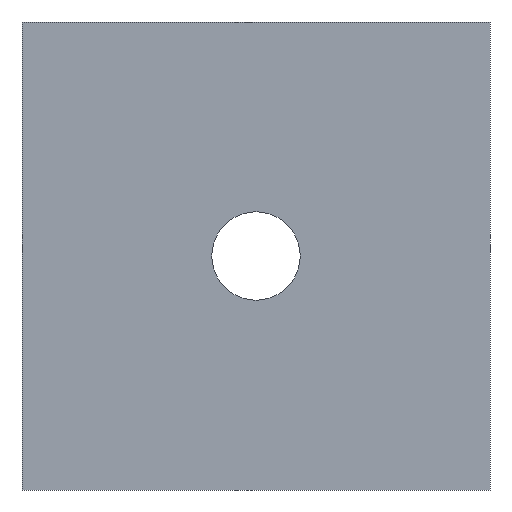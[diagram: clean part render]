
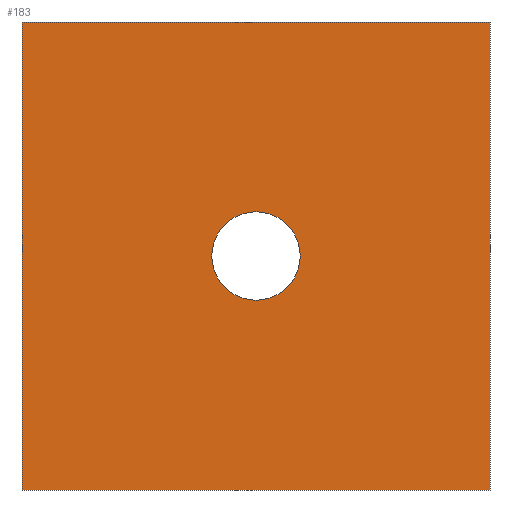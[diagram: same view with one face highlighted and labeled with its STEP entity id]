
A CAD part, front view. The second image highlights one B-rep face of the part: STEP entity #183.
In plain terms, the highlighted planar face has unit normal (0, -1, 0).
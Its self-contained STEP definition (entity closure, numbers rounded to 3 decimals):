
#25=LINE($,#289,#43);
#26=LINE($,#292,#44);
#27=LINE($,#294,#45);
#28=LINE($,#295,#46);
#43=VECTOR($,#238,45.);
#44=VECTOR($,#241,45.);
#45=VECTOR($,#242,45.);
#46=VECTOR($,#243,45.);
#53=PLANE($,#200);
#63=FACE_BOUND($,#83,.T.);
#64=FACE_BOUND($,#84,.T.);
#83=EDGE_LOOP($,(#153));
#84=EDGE_LOOP($,(#154,#155,#156,#157));
#92=CIRCLE($,#195,4.25);
#96=VERTEX_POINT($,#261);
#105=VERTEX_POINT($,#285);
#106=VERTEX_POINT($,#287);
#107=VERTEX_POINT($,#291);
#108=VERTEX_POINT($,#293);
#112=EDGE_CURVE($,#96,#96,#92,.T.);
#125=EDGE_CURVE($,#105,#106,#25,.T.);
#126=EDGE_CURVE($,#105,#107,#26,.T.);
#127=EDGE_CURVE($,#108,#106,#27,.T.);
#128=EDGE_CURVE($,#107,#108,#28,.T.);
#153=ORIENTED_EDGE($,*,*,#112,.T.);
#154=ORIENTED_EDGE($,*,*,#126,.F.);
#155=ORIENTED_EDGE($,*,*,#125,.T.);
#156=ORIENTED_EDGE($,*,*,#127,.F.);
#157=ORIENTED_EDGE($,*,*,#128,.F.);
#183=ADVANCED_FACE($,(#63,#64),#53,.T.);
#195=AXIS2_PLACEMENT_3D($,#262,#216,#217);
#200=AXIS2_PLACEMENT_3D($,#290,#239,#240);
#216=DIRECTION('center_axis',(0.,1.,0.));
#217=DIRECTION('ref_axis',(1.,0.,0.));
#238=DIRECTION($,(0.,0.,1.));
#239=DIRECTION('center_axis',(0.,-1.,0.));
#240=DIRECTION('ref_axis',(1.,0.,0.));
#241=DIRECTION($,(-1.,0.,0.));
#242=DIRECTION($,(1.,0.,0.));
#243=DIRECTION($,(0.,0.,1.));
#261=CARTESIAN_POINT('',(26.75,0.,22.5));
#262=CARTESIAN_POINT('Origin',(22.5,0.,22.5));
#285=CARTESIAN_POINT('',(45.,0.,0.));
#287=CARTESIAN_POINT('',(45.,0.,45.));
#289=CARTESIAN_POINT($,(45.,0.,0.));
#290=CARTESIAN_POINT('Origin',(0.,0.,0.));
#291=CARTESIAN_POINT('',(0.,0.,0.));
#292=CARTESIAN_POINT($,(45.,0.,0.));
#293=CARTESIAN_POINT('',(0.,0.,45.));
#294=CARTESIAN_POINT($,(45.,0.,45.));
#295=CARTESIAN_POINT($,(0.,0.,0.));
